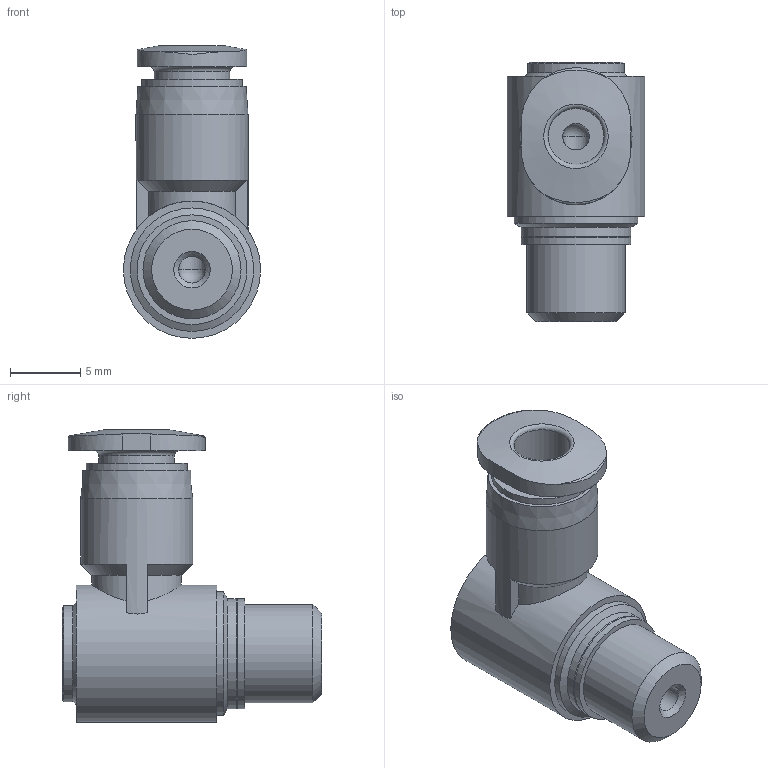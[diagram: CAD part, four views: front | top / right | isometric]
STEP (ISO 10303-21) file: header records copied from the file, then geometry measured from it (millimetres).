
FILE_DESCRIPTION(/* description */ ('STEP AP214'),/* implementation_level */ '2;1');
FILE_NAME(/* name */ '130832_QSMLV-M7-4-I',/* time_stamp */ '2024-09-14T13:20:53+02:00',/* author */ ('License CC BY-ND 4.0'),/* organization */ ('CADENAS'),/* preprocessor_version */ 'ST-DEVELOPER v19.3',/* originating_system */ 'PARTsolutions',/* authorisation */ ' ');
FILE_SCHEMA (('AUTOMOTIVE_DESIGN {1 0 10303 214 3 1 1}'));
Length unit declared in the file: millimetre
Products named in the file (1): 130832 QSMLV-M7-4-I
Bounding box: 9.8 x 18.5 x 20.9 mm (x, y, z)
Volume: 1430.4 mm3; surface area: 1264.8 mm2
Topology: 1 solids, 1 shells, 54 faces, 124 edges, 79 vertices
Faces by surface type: plane 23, cylinder 16, cone 10, torus 4, sphere 1
Full cylindrical faces by diameter (mm): 1.9 x2, 4 x1, 5.4 x1, 6.86 x1, 7 x1, 7.2 x1, 7.84 x2, 8 x1, 8.82 x1, 9.8 x1
Entity records: 1785 total; most frequent: CARTESIAN_POINT 286, DIRECTION 230, ORIENTED_EDGE 188, AXIS2_PLACEMENT_3D 99, EDGE_CURVE 94, EDGE_LOOP 87, FACE_BOUND 87, VERTEX_POINT 73
